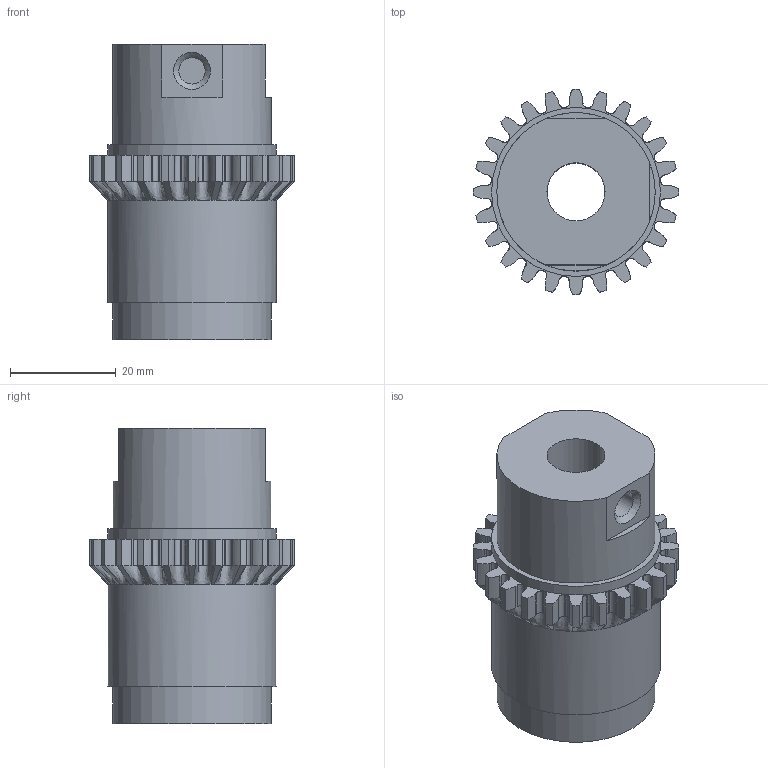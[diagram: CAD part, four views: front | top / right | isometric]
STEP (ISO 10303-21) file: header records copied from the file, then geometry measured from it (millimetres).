
FILE_DESCRIPTION(/* description */ (''),/* implementation_level */ '2;1');
FILE_NAME(/* name */ 'output_shaft.step',/* time_stamp */ '2026-02-16T15:22:36-08:00',/* author */ (''),/* organization */ (''),/* preprocessor_version */ 'ST-DEVELOPER v20.1',/* originating_system */ 'Autodesk Translation Framework v14.24.0.0',/* authorisation */ '');
FILE_SCHEMA (('AUTOMOTIVE_DESIGN { 1 0 10303 214 3 1 1 }'));
Length unit declared in the file: millimetre
Products named in the file (5): Manuel 1.0; V4 robot arm; Geared wrist; Top gearbox 2 (1); Output shaft (1)
Assembly tree (4 placements, depth 5):
  Manuel 1.0
    V4 robot arm
      Geared wrist
        Top gearbox 2 (1)
          Output shaft (1)
Bounding box: 39 x 39 x 55.89 mm (x, y, z)
Volume: 37863.1 mm3; surface area: 10143.1 mm2
Topology: 1 solids, 1 shells, 265 faces, 811 edges, 554 vertices
Faces by surface type: cylinder 104, bspline 77, plane 62, cone 22
Full cylindrical faces by diameter (mm): 5 x3, 11 x1, 30 x2, 32 x2
Entity records: 25777 total; most frequent: CARTESIAN_POINT 18753, ORIENTED_EDGE 1622, DIRECTION 1376, EDGE_CURVE 811, VERTEX_POINT 554, AXIS2_PLACEMENT_3D 507, LINE 362, VECTOR 362
